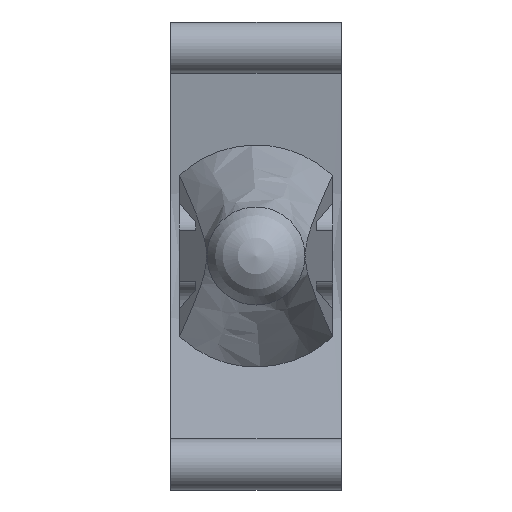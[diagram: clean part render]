
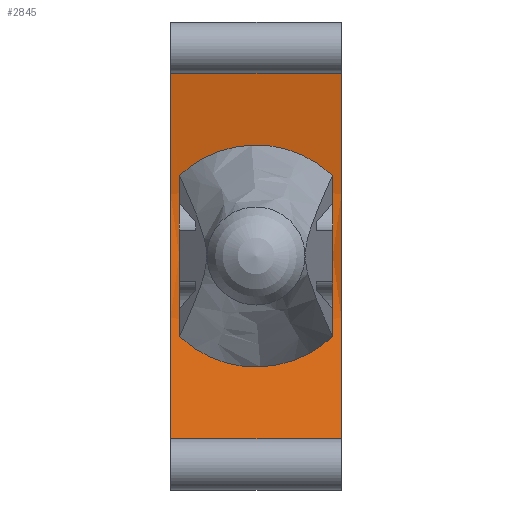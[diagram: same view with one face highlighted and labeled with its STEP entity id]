
A CAD part, left-side view. The second image highlights one B-rep face of the part: STEP entity #2845.
In plain terms, the highlighted free-form (B-spline) face has degree [1, 2] with [2, 3] control points.
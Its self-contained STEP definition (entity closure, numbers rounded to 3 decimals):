
#2692=CARTESIAN_POINT('',(-1.698,2.5,-5.352));
#2693=VERTEX_POINT('',#2692);
#2694=CARTESIAN_POINT('',(-1.698,-2.5,-5.352));
#2695=VERTEX_POINT('',#2694);
#2696=CARTESIAN_POINT('',(-1.698,2.5,-5.352));
#2697=CARTESIAN_POINT('',(-1.698,-2.5,-5.352));
#2698=QUASI_UNIFORM_CURVE('',1,(#2696,#2697),.UNSPECIFIED.,.F.,.U.);
#2699=EDGE_CURVE('',#2693,#2695,#2698,.T.);
#2747=CARTESIAN_POINT('',(-1.841,2.625,5.864));
#2748=CARTESIAN_POINT('',(-1.841,-2.628,5.864));
#2749=CARTESIAN_POINT('',(-0.124,2.625,-0.002));
#2750=CARTESIAN_POINT('',(-0.124,-2.628,-0.002));
#2751=CARTESIAN_POINT('',(-1.842,2.625,-5.867));
#2752=CARTESIAN_POINT('',(-1.842,-2.628,-5.867));
#2760=(BOUNDED_SURFACE()B_SPLINE_SURFACE(1,2,((#2747,#2749,#2751),(#2748,#2750,#2752)),.UNSPECIFIED.,.F.,.F.,.U.)B_SPLINE_SURFACE_WITH_KNOTS((2,2),(3,3),(0.0,5.253),(0.0,11.972),.UNSPECIFIED.)GEOMETRIC_REPRESENTATION_ITEM()RATIONAL_B_SPLINE_SURFACE(((0.999,0.956,0.992),(0.999,0.956,0.992)))REPRESENTATION_ITEM('')SURFACE());
#2761=CARTESIAN_POINT('',(-1.698,2.5,5.352));
#2762=VERTEX_POINT('',#2761);
#2763=CARTESIAN_POINT('',(-1.698,-2.5,5.352));
#2764=VERTEX_POINT('',#2763);
#2765=CARTESIAN_POINT('',(-1.698,2.5,5.352));
#2766=CARTESIAN_POINT('',(-1.698,-2.5,5.352));
#2767=QUASI_UNIFORM_CURVE('',1,(#2765,#2766),.UNSPECIFIED.,.F.,.U.);
#2768=EDGE_CURVE('',#2762,#2764,#2767,.T.);
#2769=ORIENTED_EDGE('',*,*,#2768,.F.);
#2770=CARTESIAN_POINT('',(-1.698,2.5,-5.352));
#2771=CARTESIAN_POINT('',(-0.278,2.5,0.));
#2772=CARTESIAN_POINT('',(-1.698,2.5,5.352));
#2780=(BOUNDED_CURVE()B_SPLINE_CURVE(2,(#2770,#2771,#2772),.UNSPECIFIED.,.F.,.U.)CURVE()GEOMETRIC_REPRESENTATION_ITEM()QUASI_UNIFORM_CURVE()RATIONAL_B_SPLINE_CURVE((1.0,0.967,1.0))REPRESENTATION_ITEM(''));
#2781=EDGE_CURVE('',#2693,#2762,#2780,.T.);
#2782=ORIENTED_EDGE('',*,*,#2781,.F.);
#2783=ORIENTED_EDGE('',*,*,#2699,.T.);
#2784=CARTESIAN_POINT('',(-1.698,-2.5,-5.352));
#2785=CARTESIAN_POINT('',(-0.278,-2.5,0.));
#2786=CARTESIAN_POINT('',(-1.698,-2.5,5.352));
#2794=(BOUNDED_CURVE()B_SPLINE_CURVE(2,(#2784,#2785,#2786),.UNSPECIFIED.,.F.,.U.)CURVE()GEOMETRIC_REPRESENTATION_ITEM()QUASI_UNIFORM_CURVE()RATIONAL_B_SPLINE_CURVE((1.0,0.967,1.0))REPRESENTATION_ITEM(''));
#2795=EDGE_CURVE('',#2695,#2764,#2794,.T.);
#2796=ORIENTED_EDGE('',*,*,#2795,.T.);
#2797=EDGE_LOOP('',(#2769,#2782,#2783,#2796));
#2798=FACE_OUTER_BOUND('',#2797,.T.);
#2799=CARTESIAN_POINT('',(-1.081,-2.25,-1.838));
#2800=VERTEX_POINT('',#2799);
#2801=CARTESIAN_POINT('',(-1.081,-2.25,1.838));
#2802=VERTEX_POINT('',#2801);
#2803=CARTESIAN_POINT('',(-1.081,-2.25,-1.838));
#2804=CARTESIAN_POINT('',(-0.919,-2.25,0.));
#2805=CARTESIAN_POINT('',(-1.081,-2.25,1.838));
#2813=(BOUNDED_CURVE()B_SPLINE_CURVE(2,(#2803,#2804,#2805),.UNSPECIFIED.,.F.,.U.)CURVE()GEOMETRIC_REPRESENTATION_ITEM()QUASI_UNIFORM_CURVE()RATIONAL_B_SPLINE_CURVE((1.0,0.996,1.0))REPRESENTATION_ITEM(''));
#2814=EDGE_CURVE('',#2800,#2802,#2813,.T.);
#2815=ORIENTED_EDGE('',*,*,#2814,.F.);
#2816=CARTESIAN_POINT('',(-1.081,2.25,-1.838));
#2817=VERTEX_POINT('',#2816);
#2818=CARTESIAN_POINT('',(-1.081,2.25,-1.838));
#2819=CARTESIAN_POINT('',(-1.081,-2.25,-1.838));
#2820=QUASI_UNIFORM_CURVE('',1,(#2818,#2819),.UNSPECIFIED.,.F.,.U.);
#2821=EDGE_CURVE('',#2817,#2800,#2820,.T.);
#2822=ORIENTED_EDGE('',*,*,#2821,.F.);
#2823=CARTESIAN_POINT('',(-1.081,2.25,1.838));
#2824=VERTEX_POINT('',#2823);
#2825=CARTESIAN_POINT('',(-1.081,2.25,-1.838));
#2826=CARTESIAN_POINT('',(-0.919,2.25,0.));
#2827=CARTESIAN_POINT('',(-1.081,2.25,1.838));
#2835=(BOUNDED_CURVE()B_SPLINE_CURVE(2,(#2825,#2826,#2827),.UNSPECIFIED.,.F.,.U.)CURVE()GEOMETRIC_REPRESENTATION_ITEM()QUASI_UNIFORM_CURVE()RATIONAL_B_SPLINE_CURVE((1.0,0.996,1.0))REPRESENTATION_ITEM(''));
#2836=EDGE_CURVE('',#2817,#2824,#2835,.T.);
#2837=ORIENTED_EDGE('',*,*,#2836,.T.);
#2838=CARTESIAN_POINT('',(-1.081,2.25,1.838));
#2839=CARTESIAN_POINT('',(-1.081,-2.25,1.838));
#2840=QUASI_UNIFORM_CURVE('',1,(#2838,#2839),.UNSPECIFIED.,.F.,.U.);
#2841=EDGE_CURVE('',#2824,#2802,#2840,.T.);
#2842=ORIENTED_EDGE('',*,*,#2841,.T.);
#2843=EDGE_LOOP('',(#2815,#2822,#2837,#2842));
#2844=FACE_BOUND('',#2843,.T.);
#2845=ADVANCED_FACE('',(#2798,#2844),#2760,.F.);
